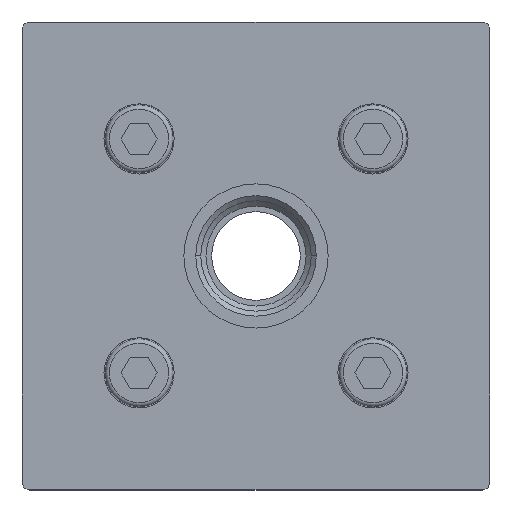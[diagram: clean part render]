
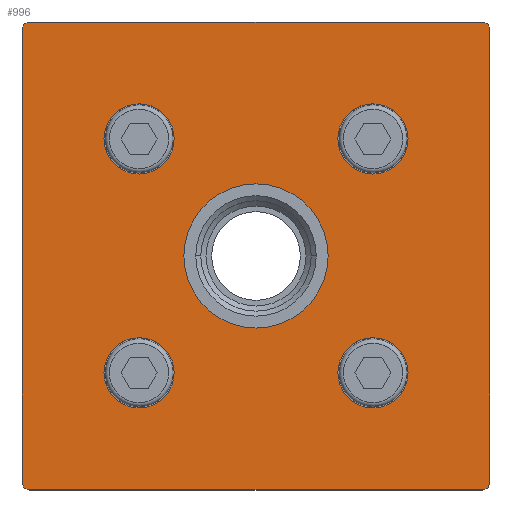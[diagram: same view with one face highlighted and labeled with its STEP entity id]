
A CAD part, top view. The second image highlights one B-rep face of the part: STEP entity #996.
In plain terms, the highlighted planar face has unit normal (0, 0, 1).
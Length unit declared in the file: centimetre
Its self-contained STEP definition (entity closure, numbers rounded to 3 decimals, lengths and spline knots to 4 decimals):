
#68=FACE_BOUND('',#218,.T.);
#69=FACE_BOUND('',#219,.T.);
#70=FACE_BOUND('',#220,.T.);
#71=FACE_BOUND('',#221,.T.);
#72=FACE_BOUND('',#222,.T.);
#88=PLANE('',#1108);
#137=FACE_OUTER_BOUND('',#217,.T.);
#217=EDGE_LOOP('',(#825,#826,#827,#828,#829,#830,#831,#832));
#218=EDGE_LOOP('',(#833));
#219=EDGE_LOOP('',(#834));
#220=EDGE_LOOP('',(#835));
#221=EDGE_LOOP('',(#836));
#222=EDGE_LOOP('',(#837));
#286=LINE('',#1661,#358);
#287=LINE('',#1665,#359);
#288=LINE('',#1669,#360);
#289=LINE('',#1673,#361);
#358=VECTOR('',#1358,1.);
#359=VECTOR('',#1361,1.);
#360=VECTOR('',#1364,1.);
#361=VECTOR('',#1367,1.);
#411=CIRCLE('',#1060,6.75);
#414=CIRCLE('',#1065,6.75);
#417=CIRCLE('',#1070,6.75);
#420=CIRCLE('',#1075,6.75);
#433=CIRCLE('',#1097,13.8684);
#441=CIRCLE('',#1109,1.5);
#442=CIRCLE('',#1110,1.5);
#443=CIRCLE('',#1111,1.5);
#444=CIRCLE('',#1112,1.5);
#479=VERTEX_POINT('',#1560);
#482=VERTEX_POINT('',#1569);
#485=VERTEX_POINT('',#1578);
#488=VERTEX_POINT('',#1587);
#502=VERTEX_POINT('',#1631);
#513=VERTEX_POINT('',#1659);
#514=VERTEX_POINT('',#1660);
#515=VERTEX_POINT('',#1662);
#516=VERTEX_POINT('',#1664);
#517=VERTEX_POINT('',#1666);
#518=VERTEX_POINT('',#1668);
#519=VERTEX_POINT('',#1670);
#520=VERTEX_POINT('',#1672);
#579=EDGE_CURVE('',#479,#479,#411,.T.);
#583=EDGE_CURVE('',#482,#482,#414,.T.);
#587=EDGE_CURVE('',#485,#485,#417,.T.);
#591=EDGE_CURVE('',#488,#488,#420,.T.);
#613=EDGE_CURVE('',#502,#502,#433,.T.);
#625=EDGE_CURVE('',#513,#514,#286,.T.);
#626=EDGE_CURVE('',#514,#515,#441,.T.);
#627=EDGE_CURVE('',#515,#516,#287,.T.);
#628=EDGE_CURVE('',#516,#517,#442,.T.);
#629=EDGE_CURVE('',#517,#518,#288,.T.);
#630=EDGE_CURVE('',#518,#519,#443,.T.);
#631=EDGE_CURVE('',#519,#520,#289,.T.);
#632=EDGE_CURVE('',#520,#513,#444,.T.);
#825=ORIENTED_EDGE('',*,*,#625,.T.);
#826=ORIENTED_EDGE('',*,*,#626,.T.);
#827=ORIENTED_EDGE('',*,*,#627,.T.);
#828=ORIENTED_EDGE('',*,*,#628,.T.);
#829=ORIENTED_EDGE('',*,*,#629,.T.);
#830=ORIENTED_EDGE('',*,*,#630,.T.);
#831=ORIENTED_EDGE('',*,*,#631,.T.);
#832=ORIENTED_EDGE('',*,*,#632,.T.);
#833=ORIENTED_EDGE('',*,*,#579,.T.);
#834=ORIENTED_EDGE('',*,*,#583,.T.);
#835=ORIENTED_EDGE('',*,*,#587,.T.);
#836=ORIENTED_EDGE('',*,*,#591,.T.);
#837=ORIENTED_EDGE('',*,*,#613,.T.);
#996=ADVANCED_FACE('',(#137,#68,#69,#70,#71,#72),#88,.T.);
#1060=AXIS2_PLACEMENT_3D('',#1561,#1244,#1245);
#1065=AXIS2_PLACEMENT_3D('',#1570,#1255,#1256);
#1070=AXIS2_PLACEMENT_3D('',#1579,#1266,#1267);
#1075=AXIS2_PLACEMENT_3D('',#1588,#1277,#1278);
#1097=AXIS2_PLACEMENT_3D('',#1633,#1330,#1331);
#1108=AXIS2_PLACEMENT_3D('',#1658,#1356,#1357);
#1109=AXIS2_PLACEMENT_3D('',#1663,#1359,#1360);
#1110=AXIS2_PLACEMENT_3D('',#1667,#1362,#1363);
#1111=AXIS2_PLACEMENT_3D('',#1671,#1365,#1366);
#1112=AXIS2_PLACEMENT_3D('',#1674,#1368,#1369);
#1244=DIRECTION('center_axis',(0.,0.,-1.));
#1245=DIRECTION('ref_axis',(1.,0.,0.));
#1255=DIRECTION('center_axis',(0.,0.,-1.));
#1256=DIRECTION('ref_axis',(1.,0.,0.));
#1266=DIRECTION('center_axis',(0.,0.,-1.));
#1267=DIRECTION('ref_axis',(1.,0.,0.));
#1277=DIRECTION('center_axis',(0.,0.,-1.));
#1278=DIRECTION('ref_axis',(1.,0.,0.));
#1330=DIRECTION('center_axis',(0.,0.,-1.));
#1331=DIRECTION('ref_axis',(-1.,0.,0.));
#1356=DIRECTION('center_axis',(0.,0.,1.));
#1357=DIRECTION('ref_axis',(0.,-1.,0.));
#1358=DIRECTION('',(1.,0.,0.));
#1359=DIRECTION('center_axis',(0.,0.,1.));
#1360=DIRECTION('ref_axis',(0.,-1.,0.));
#1361=DIRECTION('',(0.,1.,0.));
#1362=DIRECTION('center_axis',(0.,0.,1.));
#1363=DIRECTION('ref_axis',(1.,0.,0.));
#1364=DIRECTION('',(-1.,0.,0.));
#1365=DIRECTION('center_axis',(0.,0.,1.));
#1366=DIRECTION('ref_axis',(0.,1.,0.));
#1367=DIRECTION('',(0.,-1.,0.));
#1368=DIRECTION('center_axis',(0.,0.,1.));
#1369=DIRECTION('ref_axis',(-1.,0.,0.));
#1560=CARTESIAN_POINT('',(60.75,67.5,17.));
#1561=CARTESIAN_POINT('Origin',(67.5,67.5,17.));
#1569=CARTESIAN_POINT('',(15.75,22.5,17.));
#1570=CARTESIAN_POINT('Origin',(22.5,22.5,17.));
#1578=CARTESIAN_POINT('',(15.75,67.5,17.));
#1579=CARTESIAN_POINT('Origin',(22.5,67.5,17.));
#1587=CARTESIAN_POINT('',(60.75,22.5,17.));
#1588=CARTESIAN_POINT('Origin',(67.5,22.5,17.));
#1631=CARTESIAN_POINT('',(58.8684,45.,17.));
#1633=CARTESIAN_POINT('Origin',(45.,45.,17.));
#1658=CARTESIAN_POINT('Origin',(30.,64.05,17.));
#1659=CARTESIAN_POINT('',(1.5,0.,17.));
#1660=CARTESIAN_POINT('',(88.5,0.,17.));
#1661=CARTESIAN_POINT('',(1.5,0.,17.));
#1662=CARTESIAN_POINT('',(90.,1.5,17.));
#1663=CARTESIAN_POINT('Origin',(88.5,1.5,17.));
#1664=CARTESIAN_POINT('',(90.,88.5,17.));
#1665=CARTESIAN_POINT('',(90.,24.,17.));
#1666=CARTESIAN_POINT('',(88.5,90.,17.));
#1667=CARTESIAN_POINT('Origin',(88.5,88.5,17.));
#1668=CARTESIAN_POINT('',(1.5,90.,17.));
#1669=CARTESIAN_POINT('',(88.5,90.,17.));
#1670=CARTESIAN_POINT('',(0.,88.5,17.));
#1671=CARTESIAN_POINT('Origin',(1.5,88.5,17.));
#1672=CARTESIAN_POINT('',(0.,1.5,17.));
#1673=CARTESIAN_POINT('',(0.,88.5,17.));
#1674=CARTESIAN_POINT('Origin',(1.5,1.5,17.));
